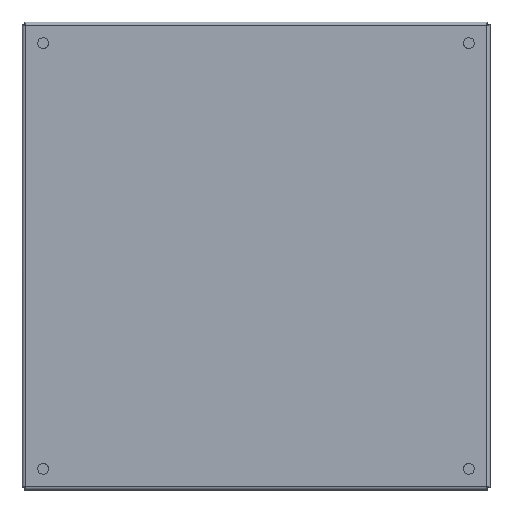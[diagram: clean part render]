
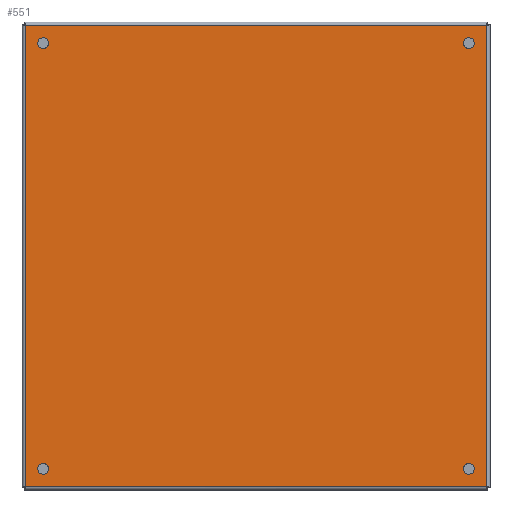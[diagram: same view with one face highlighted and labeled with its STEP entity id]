
A CAD part, front view. The second image highlights one B-rep face of the part: STEP entity #551.
In plain terms, the highlighted planar face has unit normal (0, -1, 0).
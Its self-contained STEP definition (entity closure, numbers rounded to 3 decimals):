
#551 = ADVANCED_FACE( '', ( #1178, #1179, #1180, #1181, #1182 ), #1183, .T. );
#1178 = FACE_BOUND( '', #2061, .T. );
#1179 = FACE_BOUND( '', #2062, .T. );
#1180 = FACE_BOUND( '', #2063, .T. );
#1181 = FACE_BOUND( '', #2064, .T. );
#1182 = FACE_OUTER_BOUND( '', #2065, .T. );
#1183 = PLANE( '', #2066 );
#2061 = EDGE_LOOP( '', ( #3461 ) );
#2062 = EDGE_LOOP( '', ( #3462 ) );
#2063 = EDGE_LOOP( '', ( #3463 ) );
#2064 = EDGE_LOOP( '', ( #3464 ) );
#2065 = EDGE_LOOP( '', ( #3465, #3466, #3467, #3468 ) );
#2066 = AXIS2_PLACEMENT_3D( '', #3469, #3470, #3471 );
#3461 = ORIENTED_EDGE( '', *, *, #4848, .T. );
#3462 = ORIENTED_EDGE( '', *, *, #4877, .T. );
#3463 = ORIENTED_EDGE( '', *, *, #4597, .T. );
#3464 = ORIENTED_EDGE( '', *, *, #4771, .T. );
#3465 = ORIENTED_EDGE( '', *, *, #4895, .T. );
#3466 = ORIENTED_EDGE( '', *, *, #4896, .F. );
#3467 = ORIENTED_EDGE( '', *, *, #4897, .F. );
#3468 = ORIENTED_EDGE( '', *, *, #4868, .F. );
#3469 = CARTESIAN_POINT( '', ( 0., 0., 0. ) );
#3470 = DIRECTION( '', ( 0., -1., 0. ) );
#3471 = DIRECTION( '', ( 0., 0., -1. ) );
#4597 = EDGE_CURVE( '', #5421, #5421, #5422, .T. );
#4771 = EDGE_CURVE( '', #5696, #5696, #5697, .T. );
#4848 = EDGE_CURVE( '', #5808, #5808, #5809, .T. );
#4868 = EDGE_CURVE( '', #5838, #5827, #5840, .T. );
#4877 = EDGE_CURVE( '', #5851, #5851, #5852, .T. );
#4895 = EDGE_CURVE( '', #5838, #5427, #5876, .T. );
#4896 = EDGE_CURVE( '', #5856, #5427, #5877, .T. );
#4897 = EDGE_CURVE( '', #5827, #5856, #5878, .T. );
#5421 = VERTEX_POINT( '', #6591 );
#5422 = CIRCLE( '', #6592, 3.683 );
#5427 = VERTEX_POINT( '', #6597 );
#5696 = VERTEX_POINT( '', #7110 );
#5697 = CIRCLE( '', #7111, 3.683 );
#5808 = VERTEX_POINT( '', #7285 );
#5809 = CIRCLE( '', #7286, 3.683 );
#5827 = VERTEX_POINT( '', #7307 );
#5838 = VERTEX_POINT( '', #7331 );
#5840 = LINE( '', #7342, #7343 );
#5851 = VERTEX_POINT( '', #7358 );
#5852 = CIRCLE( '', #7359, 3.683 );
#5856 = VERTEX_POINT( '', #7363 );
#5876 = LINE( '', #7401, #7402 );
#5877 = LINE( '', #7403, #7404 );
#5878 = LINE( '', #7405, #7406 );
#6591 = CARTESIAN_POINT( '', ( -139.192, 0., 142.875 ) );
#6592 = AXIS2_PLACEMENT_3D( '', #8067, #8068, #8069 );
#6597 = CARTESIAN_POINT( '', ( -154.762, 0., 154.762 ) );
#7110 = CARTESIAN_POINT( '', ( -139.192, 0., -142.875 ) );
#7111 = AXIS2_PLACEMENT_3D( '', #8246, #8247, #8248 );
#7285 = CARTESIAN_POINT( '', ( 146.558, 0., 142.875 ) );
#7286 = AXIS2_PLACEMENT_3D( '', #8336, #8337, #8338 );
#7307 = CARTESIAN_POINT( '', ( 154.762, 0., -154.762 ) );
#7331 = CARTESIAN_POINT( '', ( 154.762, 0., 154.762 ) );
#7342 = CARTESIAN_POINT( '', ( 154.762, 0., 154.762 ) );
#7343 = VECTOR( '', #8358, 1000. );
#7358 = CARTESIAN_POINT( '', ( 146.558, 0., -142.875 ) );
#7359 = AXIS2_PLACEMENT_3D( '', #8366, #8367, #8368 );
#7363 = CARTESIAN_POINT( '', ( -154.762, 0., -154.762 ) );
#7401 = CARTESIAN_POINT( '', ( -154.762, 0., 154.762 ) );
#7402 = VECTOR( '', #8384, 1000. );
#7403 = CARTESIAN_POINT( '', ( -154.762, 0., -154.762 ) );
#7404 = VECTOR( '', #8385, 1000. );
#7405 = CARTESIAN_POINT( '', ( 154.762, 0., -154.762 ) );
#7406 = VECTOR( '', #8386, 1000. );
#8067 = CARTESIAN_POINT( '', ( -142.875, 0., 142.875 ) );
#8068 = DIRECTION( '', ( 0., 1., 0. ) );
#8069 = DIRECTION( '', ( 1., 0., 0. ) );
#8246 = CARTESIAN_POINT( '', ( -142.875, 0., -142.875 ) );
#8247 = DIRECTION( '', ( 0., 1., 0. ) );
#8248 = DIRECTION( '', ( 1., 0., 0. ) );
#8336 = CARTESIAN_POINT( '', ( 142.875, 0., 142.875 ) );
#8337 = DIRECTION( '', ( 0., 1., 0. ) );
#8338 = DIRECTION( '', ( 1., 0., 0. ) );
#8358 = DIRECTION( '', ( 0., 0., -1. ) );
#8366 = CARTESIAN_POINT( '', ( 142.875, 0., -142.875 ) );
#8367 = DIRECTION( '', ( 0., 1., 0. ) );
#8368 = DIRECTION( '', ( 1., 0., 0. ) );
#8384 = DIRECTION( '', ( -1., 0., 0. ) );
#8385 = DIRECTION( '', ( 0., 0., 1. ) );
#8386 = DIRECTION( '', ( -1., 0., 0. ) );
